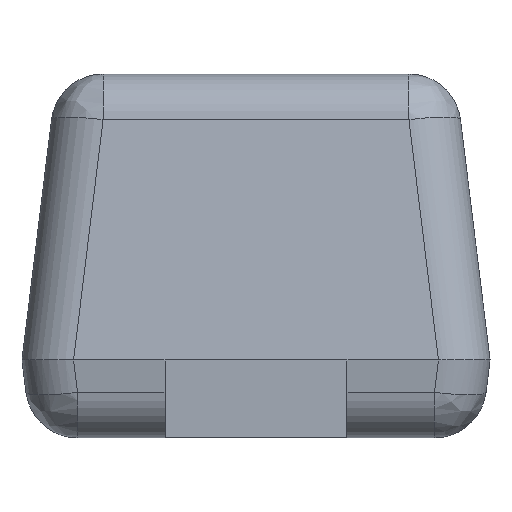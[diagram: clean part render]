
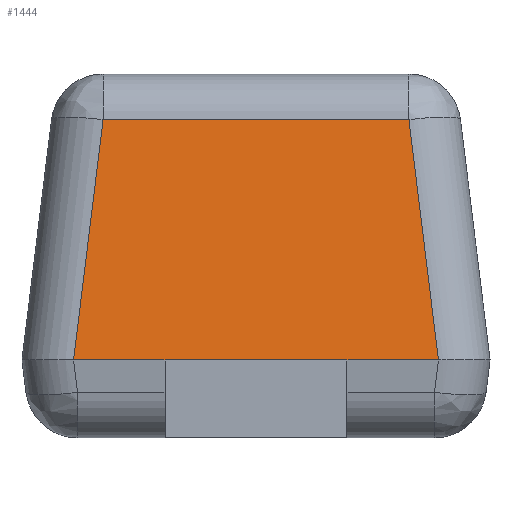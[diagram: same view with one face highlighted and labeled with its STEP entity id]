
A CAD part, left-side view. The second image highlights one B-rep face of the part: STEP entity #1444.
In plain terms, the highlighted planar face has unit normal (-0.993, 0, 0.122).
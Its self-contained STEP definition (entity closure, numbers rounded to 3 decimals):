
#17 = VECTOR ( 'NONE', #496, 1000. ) ;
#23 = CARTESIAN_POINT ( 'NONE',  ( 0.107, -0.294, 0.612 ) ) ;
#28 = VECTOR ( 'NONE', #1334, 1000. ) ;
#59 = ORIENTED_EDGE ( 'NONE', *, *, #1262, .T. ) ;
#90 = CARTESIAN_POINT ( 'NONE',  ( 0.05, 0.351, 0.15 ) ) ;
#122 = DIRECTION ( 'NONE',  ( 0.121, 0.121, 0.985 ) ) ;
#153 = EDGE_CURVE ( 'NONE', #617, #421, #519, .T. ) ;
#190 = CARTESIAN_POINT ( 'NONE',  ( 0.107, 0.294, 0.612 ) ) ;
#208 = CARTESIAN_POINT ( 'NONE',  ( 0.05, 0.351, 0.15 ) ) ;
#318 = EDGE_CURVE ( 'NONE', #421, #622, #608, .T. ) ;
#352 = ORIENTED_EDGE ( 'NONE', *, *, #153, .T. ) ;
#357 = PLANE ( 'NONE',  #898 ) ;
#378 = LINE ( 'NONE', #805, #1261 ) ;
#401 = VECTOR ( 'NONE', #1159, 1000. ) ;
#421 = VERTEX_POINT ( 'NONE', #886 ) ;
#423 = LINE ( 'NONE', #562, #573 ) ;
#496 = DIRECTION ( 'NONE',  ( 0.121, -0.121, 0.985 ) ) ;
#519 = LINE ( 'NONE', #1226, #28 ) ;
#562 = CARTESIAN_POINT ( 'NONE',  ( 0.05, -0.351, 0.15 ) ) ;
#573 = VECTOR ( 'NONE', #122, 1000. ) ;
#608 = LINE ( 'NONE', #995, #1617 ) ;
#617 = VERTEX_POINT ( 'NONE', #822 ) ;
#622 = VERTEX_POINT ( 'NONE', #806 ) ;
#723 = VERTEX_POINT ( 'NONE', #23 ) ;
#773 = DIRECTION ( 'NONE',  ( -0.993, 0., 0.122 ) ) ;
#792 = ORIENTED_EDGE ( 'NONE', *, *, #318, .T. ) ;
#805 = CARTESIAN_POINT ( 'NONE',  ( 0.05, 0.351, 0.15 ) ) ;
#806 = CARTESIAN_POINT ( 'NONE',  ( 0.05, -0.351, 0.15 ) ) ;
#822 = CARTESIAN_POINT ( 'NONE',  ( 0.05, 0.175, 0.15 ) ) ;
#886 = CARTESIAN_POINT ( 'NONE',  ( 0.05, -0.175, 0.15 ) ) ;
#895 = CARTESIAN_POINT ( 'NONE',  ( 0.107, 0.294, 0.612 ) ) ;
#898 = AXIS2_PLACEMENT_3D ( 'NONE', #1062, #773, #1577 ) ;
#906 = LINE ( 'NONE', #208, #17 ) ;
#929 = DIRECTION ( 'NONE',  ( 0., -1., 0. ) ) ;
#964 = VERTEX_POINT ( 'NONE', #895 ) ;
#982 = EDGE_CURVE ( 'NONE', #964, #723, #1124, .T. ) ;
#990 = FACE_OUTER_BOUND ( 'NONE', #1570, .T. ) ;
#995 = CARTESIAN_POINT ( 'NONE',  ( 0.05, -0.175, 0.15 ) ) ;
#1008 = EDGE_CURVE ( 'NONE', #1153, #964, #906, .T. ) ;
#1032 = EDGE_CURVE ( 'NONE', #1153, #617, #378, .T. ) ;
#1062 = CARTESIAN_POINT ( 'NONE',  ( 0.05, 0.45, 0.15 ) ) ;
#1124 = LINE ( 'NONE', #190, #401 ) ;
#1153 = VERTEX_POINT ( 'NONE', #90 ) ;
#1159 = DIRECTION ( 'NONE',  ( 0., -1., 0. ) ) ;
#1226 = CARTESIAN_POINT ( 'NONE',  ( 0.05, -0.175, 0.15 ) ) ;
#1261 = VECTOR ( 'NONE', #929, 1000. ) ;
#1262 = EDGE_CURVE ( 'NONE', #622, #723, #423, .T. ) ;
#1334 = DIRECTION ( 'NONE',  ( 0., -1., 0. ) ) ;
#1444 = ADVANCED_FACE ( 'NONE', ( #990 ), #357, .T. ) ;
#1529 = ORIENTED_EDGE ( 'NONE', *, *, #1008, .F. ) ;
#1570 = EDGE_LOOP ( 'NONE', ( #1719, #1529, #1619, #352, #792, #59 ) ) ;
#1577 = DIRECTION ( 'NONE',  ( 0., 1., 0. ) ) ;
#1617 = VECTOR ( 'NONE', #1765, 1000. ) ;
#1619 = ORIENTED_EDGE ( 'NONE', *, *, #1032, .T. ) ;
#1719 = ORIENTED_EDGE ( 'NONE', *, *, #982, .F. ) ;
#1765 = DIRECTION ( 'NONE',  ( 0., -1., 0. ) ) ;
